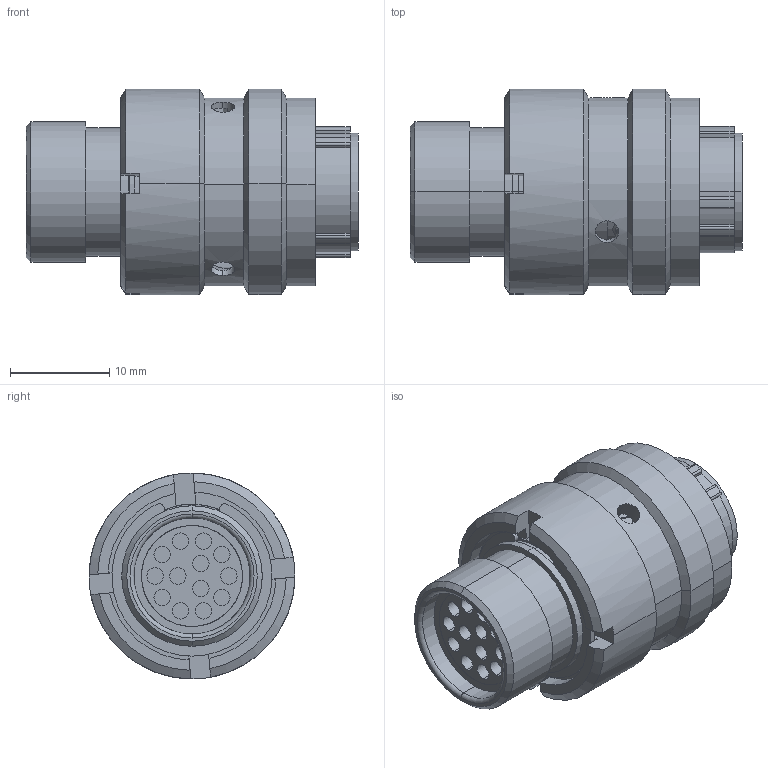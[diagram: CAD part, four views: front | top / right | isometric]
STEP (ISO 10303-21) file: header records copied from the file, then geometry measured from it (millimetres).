
FILE_DESCRIPTION (( 'STEP AP214' ), '1' );
FILE_NAME ('AS610-35SD.STEP', '2019-10-02T08:22:41', ( 'TE Connectivity' ), ( 'TE Connectivity' ), 'SwSTEP 2.0', 'SolidWorks 2016', '' );
FILE_SCHEMA (( 'AUTOMOTIVE_DESIGN' ));
Length unit declared in the file: millimetre
Products named in the file (1): AS610-35SD
Bounding box: 33.37 x 20.7 x 20.7 mm (x, y, z)
Volume: 5657.9 mm3; surface area: 9185.8 mm2
Topology: 8 solids, 8 shells, 638 faces, 1649 edges, 1051 vertices
Faces by surface type: cylinder 278, plane 224, cone 66, torus 58, bspline 12
Entity records: 30056 total; most frequent: CARTESIAN_POINT 8067, ORIENTED_EDGE 3298, DIRECTION 2858, EDGE_CURVE 1649, AXIS2_PLACEMENT_3D 1181, VERTEX_POINT 1051, EDGE_LOOP 728, UNCERTAINTY_MEASURE_WITH_UNIT 648
